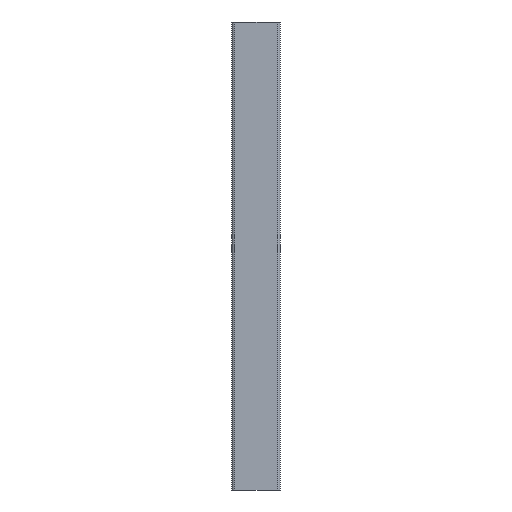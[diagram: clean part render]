
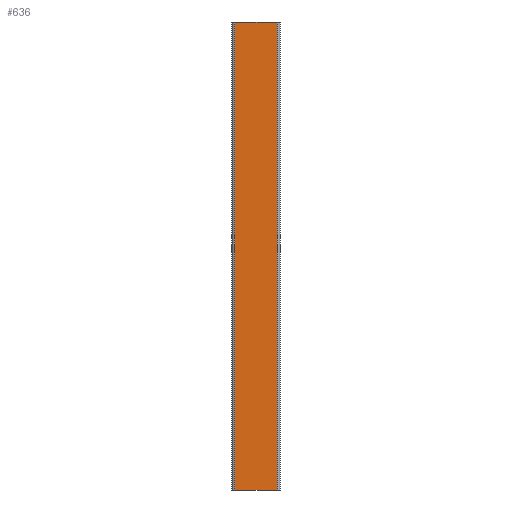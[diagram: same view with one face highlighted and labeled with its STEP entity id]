
A CAD part, front view. The second image highlights one B-rep face of the part: STEP entity #636.
In plain terms, the highlighted planar face has unit normal (0, -1, 0).
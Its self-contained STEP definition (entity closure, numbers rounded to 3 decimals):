
#4 = EDGE_CURVE ( 'NONE', #339, #337, #234, .T. ) ;
#12 = EDGE_CURVE ( 'NONE', #341, #325, #222, .T. ) ;
#14 = EDGE_CURVE ( 'NONE', #341, #339, #218, .T. ) ;
#15 = EDGE_CURVE ( 'NONE', #337, #325, #223, .T. ) ;
#78 = VECTOR ( 'NONE', #353, 1000. ) ;
#95 = EDGE_LOOP ( 'NONE', ( #231, #118, #236, #235 ) ) ;
#118 = ORIENTED_EDGE ( 'NONE', *, *, #12, .T. ) ;
#209 = VECTOR ( 'NONE', #373, 1000. ) ;
#210 = VECTOR ( 'NONE', #375, 1000. ) ;
#214 = VECTOR ( 'NONE', #369, 1000. ) ;
#218 = LINE ( 'NONE', #370, #209 ) ;
#222 = LINE ( 'NONE', #368, #214 ) ;
#223 = LINE ( 'NONE', #372, #210 ) ;
#231 = ORIENTED_EDGE ( 'NONE', *, *, #14, .F. ) ;
#234 = LINE ( 'NONE', #311, #78 ) ;
#235 = ORIENTED_EDGE ( 'NONE', *, *, #4, .F. ) ;
#236 = ORIENTED_EDGE ( 'NONE', *, *, #15, .F. ) ;
#280 = AXIS2_PLACEMENT_3D ( 'NONE', #545, #551, #552 ) ;
#311 = CARTESIAN_POINT ( 'NONE',  ( -45.6, 0., -500. ) ) ;
#325 = VERTEX_POINT ( 'NONE', #510 ) ;
#337 = VERTEX_POINT ( 'NONE', #522 ) ;
#339 = VERTEX_POINT ( 'NONE', #524 ) ;
#341 = VERTEX_POINT ( 'NONE', #526 ) ;
#353 = DIRECTION ( 'NONE',  ( 0., 0., 1. ) ) ;
#368 = CARTESIAN_POINT ( 'NONE',  ( 45.6, 0., -500. ) ) ;
#369 = DIRECTION ( 'NONE',  ( 0., 0., 1. ) ) ;
#370 = CARTESIAN_POINT ( 'NONE',  ( -51.6, 0., -500. ) ) ;
#372 = CARTESIAN_POINT ( 'NONE',  ( -51.6, 0., 500. ) ) ;
#373 = DIRECTION ( 'NONE',  ( -1., 0., 0. ) ) ;
#375 = DIRECTION ( 'NONE',  ( 1., 0., 0. ) ) ;
#510 = CARTESIAN_POINT ( 'NONE',  ( 45.6, 0., 500. ) ) ;
#522 = CARTESIAN_POINT ( 'NONE',  ( -45.6, 0., 500. ) ) ;
#524 = CARTESIAN_POINT ( 'NONE',  ( -45.6, 0., -500. ) ) ;
#526 = CARTESIAN_POINT ( 'NONE',  ( 45.6, 0., -500. ) ) ;
#541 = PLANE ( 'NONE',  #280 ) ;
#545 = CARTESIAN_POINT ( 'NONE',  ( -51.6, 0., -610.681 ) ) ;
#551 = DIRECTION ( 'NONE',  ( 0., -1., 0. ) ) ;
#552 = DIRECTION ( 'NONE',  ( 1., 0., 0. ) ) ;
#636 = ADVANCED_FACE ( 'NONE', ( #713 ), #541, .T. ) ;
#713 = FACE_OUTER_BOUND ( 'NONE', #95, .T. ) ;
